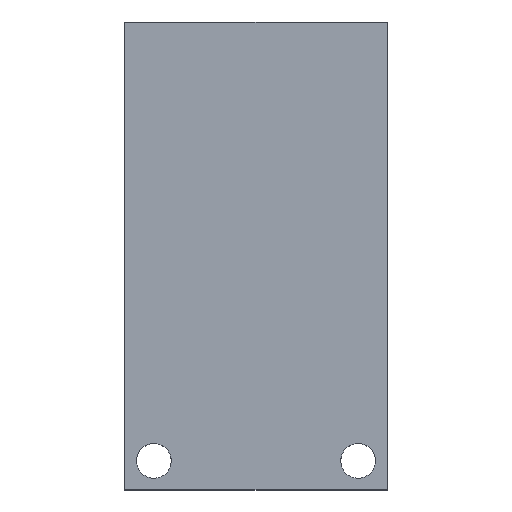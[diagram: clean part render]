
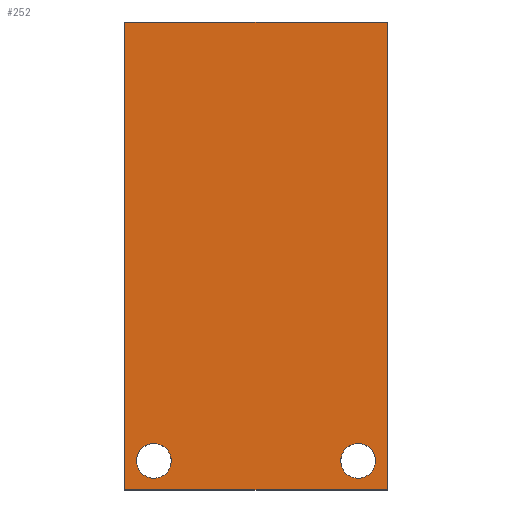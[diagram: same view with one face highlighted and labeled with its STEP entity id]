
A CAD part, top view. The second image highlights one B-rep face of the part: STEP entity #252.
In plain terms, the highlighted planar face has unit normal (0, 0, 1).
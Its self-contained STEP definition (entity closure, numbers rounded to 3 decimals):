
#32=CARTESIAN_POINT('',(68.363,25.25,15.));
#33=VERTEX_POINT('',#32);
#42=CARTESIAN_POINT('',(68.363,-25.25,15.));
#43=VERTEX_POINT('',#42);
#44=CARTESIAN_POINT('',(68.363,25.25,15.));
#45=DIRECTION('',(0.,-1.,0.));
#46=VECTOR('',#45,50.5);
#47=LINE('',#44,#46);
#48=EDGE_CURVE('',#33,#43,#47,.T.);
#72=CARTESIAN_POINT('',(40.063,25.25,15.));
#73=VERTEX_POINT('',#72);
#82=CARTESIAN_POINT('',(40.063,25.25,15.));
#83=DIRECTION('',(1.,0.,0.));
#84=VECTOR('',#83,28.3);
#85=LINE('',#82,#84);
#86=EDGE_CURVE('',#73,#33,#85,.T.);
#103=CARTESIAN_POINT('',(40.063,-25.25,15.));
#104=VERTEX_POINT('',#103);
#113=CARTESIAN_POINT('',(40.063,-25.25,15.));
#114=DIRECTION('',(-0.,1.,0.));
#115=VECTOR('',#114,50.5);
#116=LINE('',#113,#115);
#117=EDGE_CURVE('',#104,#73,#116,.T.);
#135=CARTESIAN_POINT('',(68.363,-25.25,15.));
#136=DIRECTION('',(-1.,-0.,0.));
#137=VECTOR('',#136,28.3);
#138=LINE('',#135,#137);
#139=EDGE_CURVE('',#43,#104,#138,.T.);
#156=CARTESIAN_POINT('',(45.063,-22.125,15.));
#157=VERTEX_POINT('',#156);
#166=CARTESIAN_POINT('',(43.188,-22.125,15.));
#167=DIRECTION('',(0.,0.,1.));
#168=DIRECTION('',(1.,0.,-0.));
#169=AXIS2_PLACEMENT_3D('',#166,#167,#168);
#170=CIRCLE('',#169,1.875);
#171=EDGE_CURVE('',#157,#157,#170,.T.);
#189=CARTESIAN_POINT('',(67.113,-22.125,15.));
#190=VERTEX_POINT('',#189);
#199=CARTESIAN_POINT('',(65.238,-22.125,15.));
#200=DIRECTION('',(0.,0.,1.));
#201=DIRECTION('',(1.,0.,-0.));
#202=AXIS2_PLACEMENT_3D('',#199,#200,#201);
#203=CIRCLE('',#202,1.875);
#204=EDGE_CURVE('',#190,#190,#203,.T.);
#235=CARTESIAN_POINT('',(0.,0.,15.));
#236=DIRECTION('',(0.,0.,1.));
#237=DIRECTION('',(1.,0.,0.));
#238=AXIS2_PLACEMENT_3D('',#235,#236,#237);
#239=PLANE('',#238);
#240=ORIENTED_EDGE('',*,*,#48,.F.);
#241=ORIENTED_EDGE('',*,*,#86,.F.);
#242=ORIENTED_EDGE('',*,*,#117,.F.);
#243=ORIENTED_EDGE('',*,*,#139,.F.);
#244=EDGE_LOOP('',(#240,#241,#242,#243));
#245=FACE_BOUND('',#244,.T.);
#246=ORIENTED_EDGE('',*,*,#204,.F.);
#247=EDGE_LOOP('',(#246));
#248=FACE_BOUND('',#247,.T.);
#249=ORIENTED_EDGE('',*,*,#171,.F.);
#250=EDGE_LOOP('',(#249));
#251=FACE_BOUND('',#250,.T.);
#252=ADVANCED_FACE('',(#245,#248,#251),#239,.T.);
